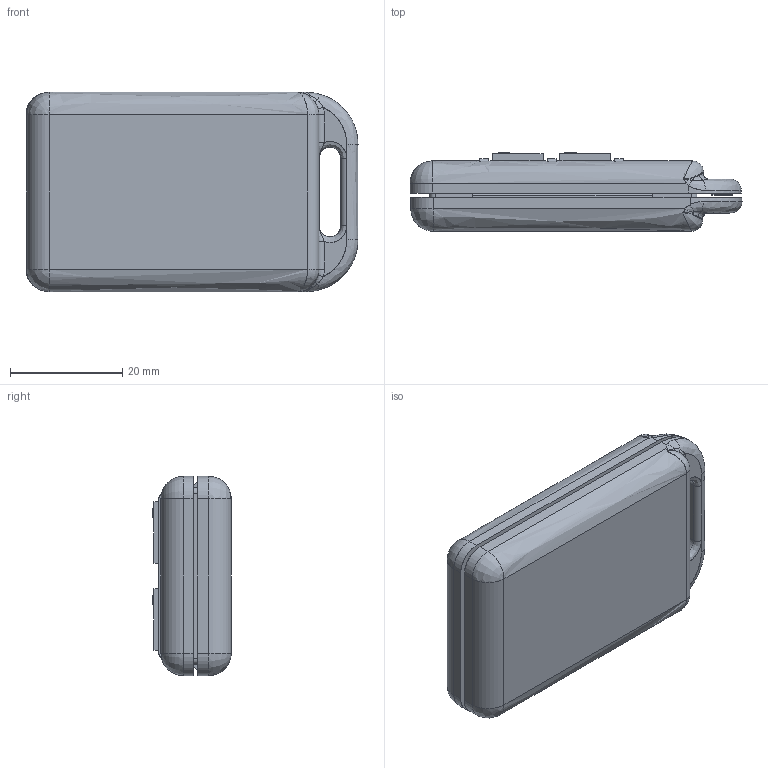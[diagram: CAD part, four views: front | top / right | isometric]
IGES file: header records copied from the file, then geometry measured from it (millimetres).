
Start section: SolidWorks IGES file using analytic representation for surfaces
Global section: file name: P-102.IGS; native system: SolidWorks 2009; preprocessor: SolidWorks 2009; author: user; date: 100611.154553; units: centimetre
Bounding box: 59.15 x 13.95 x 35.5 mm (x, y, z)
Surface area: 14576.2 mm2 (no closed solid volume)
Topology: 0 solids, 0 shells, 441 faces, 4113 edges, 4099 vertices
Faces by surface type: bspline 340, revolution 101
